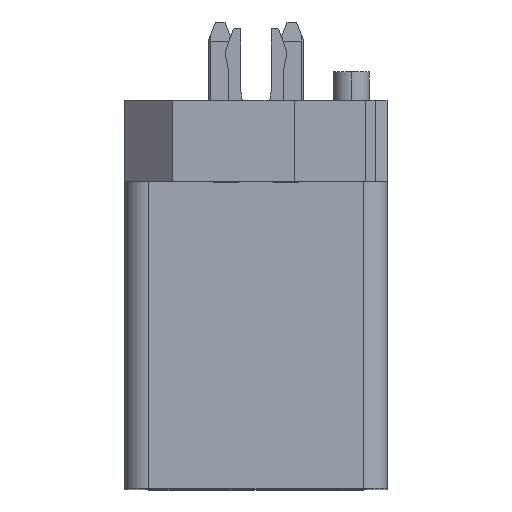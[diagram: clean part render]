
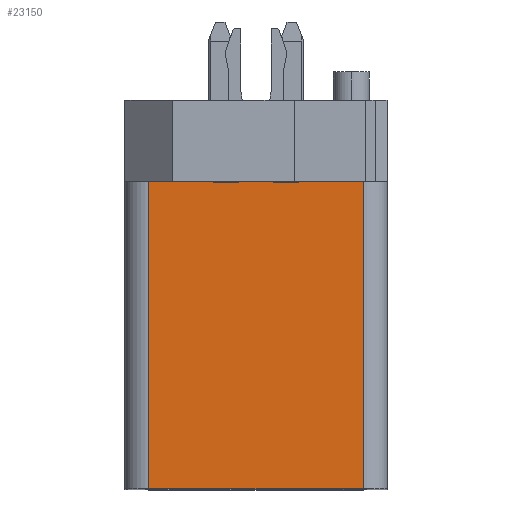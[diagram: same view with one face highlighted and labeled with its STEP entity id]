
A CAD part, top view. The second image highlights one B-rep face of the part: STEP entity #23150.
In plain terms, the highlighted planar face has unit normal (0, 0, 1).
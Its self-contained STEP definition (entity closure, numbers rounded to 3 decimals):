
#130=CARTESIAN_POINT('',(-1.523,29.881,-26.398));
#140=VERTEX_POINT('',#130);
#170=CARTESIAN_POINT('',(-6.323,29.881,-26.398));
#180=DIRECTION('',(-1.,0.,0.));
#190=VECTOR('',#180,1.);
#200=LINE('',#170,#190);
#210=CARTESIAN_POINT('',(-10.523,29.881,-26.398));
#220=VERTEX_POINT('',#210);
#230=EDGE_CURVE('',#140,#220,#200,.T.);
#7500=CARTESIAN_POINT('',(-1.523,16.981,-26.398));
#7510=VERTEX_POINT('',#7500);
#7540=CARTESIAN_POINT('',(-1.523,25.881,-26.398));
#7550=DIRECTION('',(0.,-1.,0.));
#7560=VECTOR('',#7550,1.);
#7570=LINE('',#7540,#7560);
#7580=EDGE_CURVE('',#140,#7510,#7570,.T.);
#22920=CARTESIAN_POINT('',(-6.723,25.881,-26.398));
#22930=DIRECTION('',(0.,0.,1.));
#22940=DIRECTION('',(1.,0.,0.));
#22950=AXIS2_PLACEMENT_3D('',#22920,#22930,#22940);
#22960=PLANE('',#22950);
#22970=ORIENTED_EDGE('',*,*,#7580,.F.);
#22980=CARTESIAN_POINT('',(-6.023,16.981,-26.398));
#22990=DIRECTION('',(-1.,0.,0.));
#23000=VECTOR('',#22990,1.);
#23010=LINE('',#22980,#23000);
#23020=CARTESIAN_POINT('',(-10.523,16.981,-26.398));
#23030=VERTEX_POINT('',#23020);
#23040=EDGE_CURVE('',#7510,#23030,#23010,.T.);
#23050=ORIENTED_EDGE('',*,*,#23040,.F.);
#23060=CARTESIAN_POINT('',(-10.523,25.881,-26.398));
#23070=DIRECTION('',(0.,-1.,0.));
#23080=VECTOR('',#23070,1.);
#23090=LINE('',#23060,#23080);
#23100=EDGE_CURVE('',#220,#23030,#23090,.T.);
#23110=ORIENTED_EDGE('',*,*,#23100,.T.);
#23120=ORIENTED_EDGE('',*,*,#230,.T.);
#23130=EDGE_LOOP('',(#23120,#23110,#23050,#22970));
#23140=FACE_OUTER_BOUND('',#23130,.T.);
#23150=ADVANCED_FACE('',(#23140),#22960,.T.);
